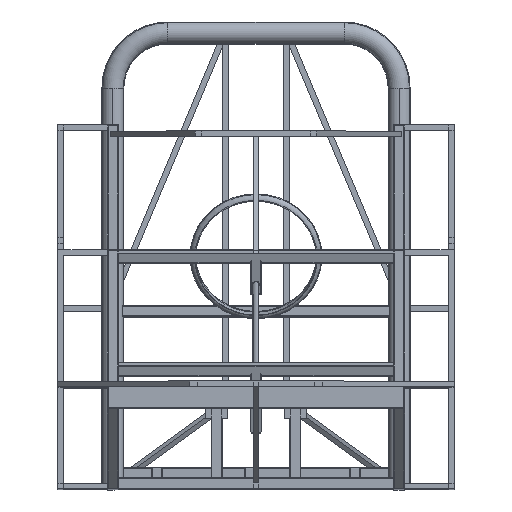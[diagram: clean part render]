
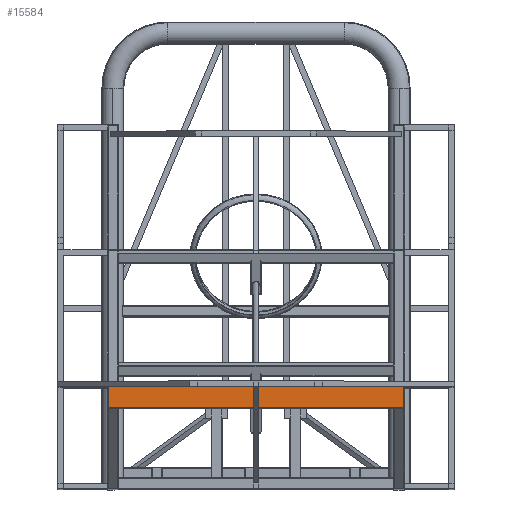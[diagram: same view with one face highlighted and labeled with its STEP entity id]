
A CAD part, top view. The second image highlights one B-rep face of the part: STEP entity #15584.
In plain terms, the highlighted planar face has unit normal (0, 0, 1).
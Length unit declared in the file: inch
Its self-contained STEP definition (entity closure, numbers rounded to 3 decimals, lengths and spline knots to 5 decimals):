
#238=PLANE('',#16351);
#910=FACE_OUTER_BOUND('',#1630,.T.);
#1630=EDGE_LOOP('',(#11237,#11238,#11239,#11240,#11241,#11242,#11243,#11244,
#11245,#11246));
#2724=LINE('',#21506,#4880);
#2728=LINE('',#21514,#4884);
#2931=LINE('',#21932,#5087);
#2932=LINE('',#21933,#5088);
#2933=LINE('',#21935,#5089);
#2934=LINE('',#21937,#5090);
#2935=LINE('',#21938,#5091);
#2936=LINE('',#21940,#5092);
#2937=LINE('',#21942,#5093);
#2938=LINE('',#21943,#5094);
#4880=VECTOR('',#17423,0.3937);
#4884=VECTOR('',#17427,0.3937);
#5087=VECTOR('',#17756,0.3937);
#5088=VECTOR('',#17757,0.3937);
#5089=VECTOR('',#17758,0.3937);
#5090=VECTOR('',#17759,0.3937);
#5091=VECTOR('',#17760,0.3937);
#5092=VECTOR('',#17761,0.3937);
#5093=VECTOR('',#17762,0.3937);
#5094=VECTOR('',#17763,0.3937);
#7023=VERTEX_POINT('',#21503);
#7024=VERTEX_POINT('',#21505);
#7027=VERTEX_POINT('',#21511);
#7028=VERTEX_POINT('',#21513);
#7179=VERTEX_POINT('',#21930);
#7180=VERTEX_POINT('',#21931);
#7181=VERTEX_POINT('',#21934);
#7182=VERTEX_POINT('',#21936);
#7183=VERTEX_POINT('',#21939);
#7184=VERTEX_POINT('',#21941);
#8532=EDGE_CURVE('',#7024,#7023,#2724,.T.);
#8536=EDGE_CURVE('',#7028,#7027,#2728,.T.);
#8749=EDGE_CURVE('',#7179,#7180,#2931,.T.);
#8750=EDGE_CURVE('',#7180,#7024,#2932,.T.);
#8751=EDGE_CURVE('',#7023,#7181,#2933,.T.);
#8752=EDGE_CURVE('',#7181,#7182,#2934,.T.);
#8753=EDGE_CURVE('',#7182,#7028,#2935,.T.);
#8754=EDGE_CURVE('',#7027,#7183,#2936,.T.);
#8755=EDGE_CURVE('',#7183,#7184,#2937,.T.);
#8756=EDGE_CURVE('',#7184,#7179,#2938,.T.);
#11237=ORIENTED_EDGE('',*,*,#8749,.T.);
#11238=ORIENTED_EDGE('',*,*,#8750,.T.);
#11239=ORIENTED_EDGE('',*,*,#8532,.T.);
#11240=ORIENTED_EDGE('',*,*,#8751,.T.);
#11241=ORIENTED_EDGE('',*,*,#8752,.T.);
#11242=ORIENTED_EDGE('',*,*,#8753,.T.);
#11243=ORIENTED_EDGE('',*,*,#8536,.T.);
#11244=ORIENTED_EDGE('',*,*,#8754,.T.);
#11245=ORIENTED_EDGE('',*,*,#8755,.T.);
#11246=ORIENTED_EDGE('',*,*,#8756,.T.);
#15584=ADVANCED_FACE('',(#910),#238,.T.);
#16351=AXIS2_PLACEMENT_3D('',#21929,#17754,#17755);
#17423=DIRECTION('',(-1.,0.,0.));
#17427=DIRECTION('',(-1.,0.,0.));
#17754=DIRECTION('center_axis',(0.,0.,1.));
#17755=DIRECTION('ref_axis',(1.,0.,0.));
#17756=DIRECTION('',(0.,1.,0.));
#17757=DIRECTION('',(-1.,0.,0.));
#17758=DIRECTION('',(0.,-1.,0.));
#17759=DIRECTION('',(1.,0.,0.));
#17760=DIRECTION('',(0.,1.,0.));
#17761=DIRECTION('',(-1.,0.,0.));
#17762=DIRECTION('',(0.,-1.,0.));
#17763=DIRECTION('',(-1.,0.,0.));
#21503=CARTESIAN_POINT('',(-26.,0.,17.5));
#21505=CARTESIAN_POINT('',(-25.,0.,17.5));
#21506=CARTESIAN_POINT('',(1.,0.,17.5));
#21511=CARTESIAN_POINT('',(0.,0.,17.5));
#21513=CARTESIAN_POINT('',(1.,0.,17.5));
#21514=CARTESIAN_POINT('',(1.,0.,17.5));
#21929=CARTESIAN_POINT('Origin',(-12.5,-1.25,17.5));
#21930=CARTESIAN_POINT('',(-12.75,-0.5,17.5));
#21931=CARTESIAN_POINT('',(-12.75,0.,17.5));
#21932=CARTESIAN_POINT('',(-12.75,-0.75,17.5));
#21933=CARTESIAN_POINT('',(1.,0.,17.5));
#21934=CARTESIAN_POINT('',(-26.,-2.5,17.5));
#21935=CARTESIAN_POINT('',(-26.,0.,17.5));
#21936=CARTESIAN_POINT('',(1.,-2.5,17.5));
#21937=CARTESIAN_POINT('',(-26.,-2.5,17.5));
#21938=CARTESIAN_POINT('',(1.,-2.5,17.5));
#21939=CARTESIAN_POINT('',(-12.25,0.,17.5));
#21940=CARTESIAN_POINT('',(1.,0.,17.5));
#21941=CARTESIAN_POINT('',(-12.25,-0.5,17.5));
#21942=CARTESIAN_POINT('',(-12.25,-0.75,17.5));
#21943=CARTESIAN_POINT('',(-12.5,-0.5,17.5));
